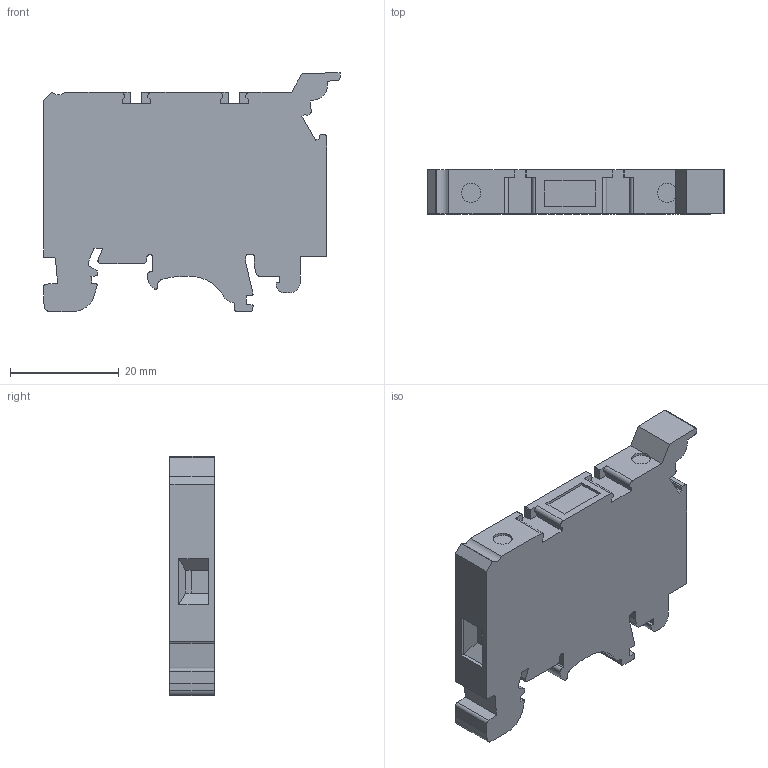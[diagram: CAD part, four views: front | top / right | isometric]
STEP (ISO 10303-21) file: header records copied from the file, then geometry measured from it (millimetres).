
FILE_DESCRIPTION(/* description */ ('Unknown'),/* implementation_level */ '2;1');
FILE_NAME(/* name */ 'KUDF4_GY_3D',/* time_stamp */ '2019-09-14T14:16:18+06:00',/* author */ ('Unknown'),/* organization */ ('Unknown'),/* preprocessor_version */ 'ST-DEVELOPER v16.7',/* originating_system */ 'DEX',/* authorisation */ $);
FILE_SCHEMA (('AUTOMOTIVE_DESIGN {1 0 10303 214 3 1 1}'));
Length unit declared in the file: millimetre
Products named in the file (1): KUDF4
Bounding box: 54.5 x 8.11 x 43.88 mm (x, y, z)
Volume: 13973.2 mm3; surface area: 6049.5 mm2
Topology: 1 solids, 1 shells, 167 faces, 478 edges, 317 vertices
Faces by surface type: plane 121, cylinder 46
Full cylindrical faces by diameter (mm): 3.5 x2
Entity records: 6599 total; most frequent: CARTESIAN_POINT 959, ORIENTED_EDGE 950, DIRECTION 904, EDGE_CURVE 475, LINE 382, VECTOR 382, VERTEX_POINT 316, AXIS2_PLACEMENT_3D 261
